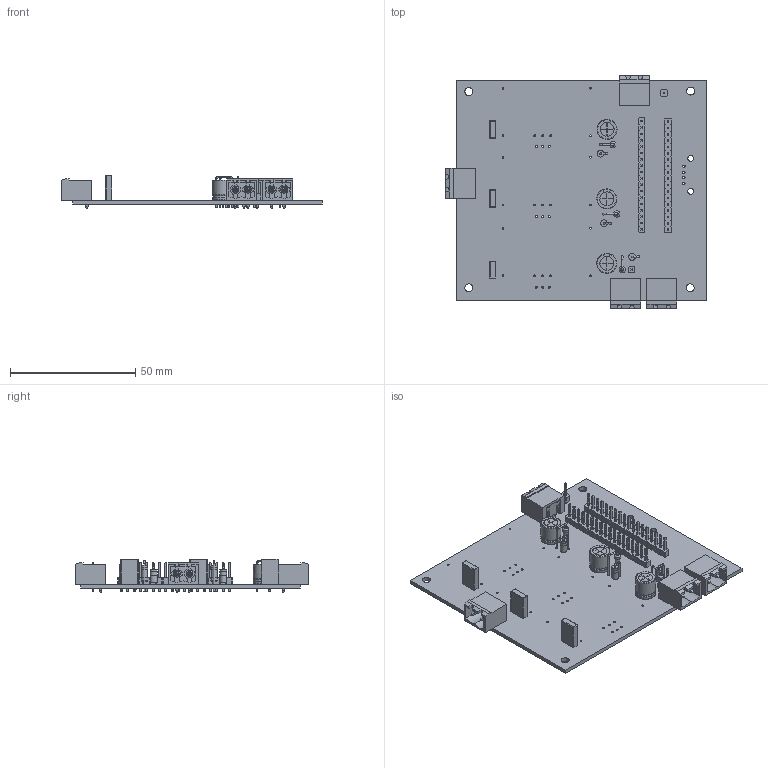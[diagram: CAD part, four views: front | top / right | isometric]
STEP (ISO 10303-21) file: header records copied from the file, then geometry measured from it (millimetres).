
FILE_DESCRIPTION(('KiCad electronic assembly'),'2;1');
FILE_NAME('Power_Supply_202401.step','2024-02-03T19:56:35',('Pcbnew'),( 'Kicad'),'Open CASCADE STEP processor 7.7','KiCad to STEP converter' ,'Unknown');
FILE_SCHEMA(('AUTOMOTIVE_DESIGN { 1 0 10303 214 1 1 1 1 }'));
Length unit declared in the file: millimetre
Products named in the file (16): Power_Supply_202401 1; PinHeader_1x18_P2.54mm_Vertical; SOLID; C_Rect_L7.0mm_W2.5mm_P5.00mm; WR_TBL_3137_2pins; COMPOUND; D_A-405_P2.54mm_Vertical_KathodeUp; PinHeader_1x01_P2.54mm_Vertical; R_Axial_DIN0207_L6.3mm_D2.5mm_P5.08mm_Vertical; CP_Radial_D8.0mm_P5.00mm; _autosave-Power_Supply_202401 PCB
Assembly tree (28 placements, depth 3):
  Power_Supply_202401 1
    PinHeader_1x18_P2.54mm_Vertical  x2
      SOLID
    C_Rect_L7.0mm_W2.5mm_P5.00mm  x3
      SOLID
    WR_TBL_3137_2pins  x4
      COMPOUND
    D_A-405_P2.54mm_Vertical_KathodeUp  x3
      SOLID
    PinHeader_1x01_P2.54mm_Vertical  x2
      SOLID
    R_Axial_DIN0207_L6.3mm_D2.5mm_P5.08mm_Vertical  x3
      SOLID
    CP_Radial_D8.0mm_P5.00mm  x3
      SOLID
    _autosave-Power_Supply_202401 PCB
Bounding box: 104 x 93 x 13.45 mm (x, y, z)
Volume: 18483.8 mm3; surface area: 27828.5 mm2
Topology: 29 solids, 32 shells, 1888 faces, 4636 edges, 2923 vertices
Faces by surface type: plane 1479, cylinder 315, bspline 32, torus 24, revolution 18, sphere 12, cone 8
Full cylindrical faces by diameter (mm): 0.5 x12, 0.6 x24, 0.75 x8, 0.762 x21, 0.8 x27, 0.9 x6, 0.92 x4, 1 x38, 1.8 x8, 2.25 x3, 2.3 x2, 2.5 x6, 2.7 x6, 2.72 x3, 2.75 x8, 3.2 x4
Entity records: 57669 total; most frequent: CARTESIAN_POINT 11802, DIRECTION 7782, LINE 5262, VECTOR 5262, ORIENTED_EDGE 4052, PCURVE 4052, DEFINITIONAL_REPRESENTATION 4052, EDGE_CURVE 2026
